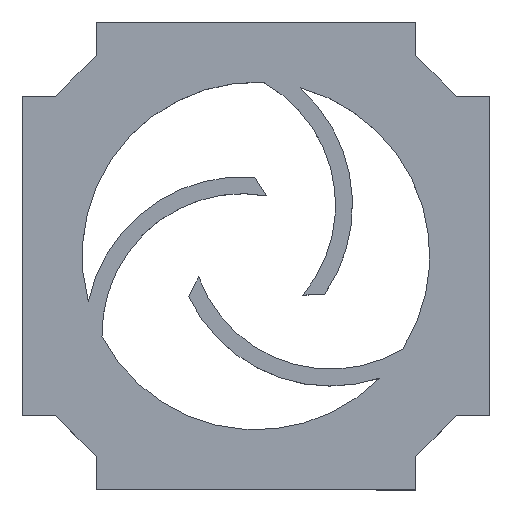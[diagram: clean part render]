
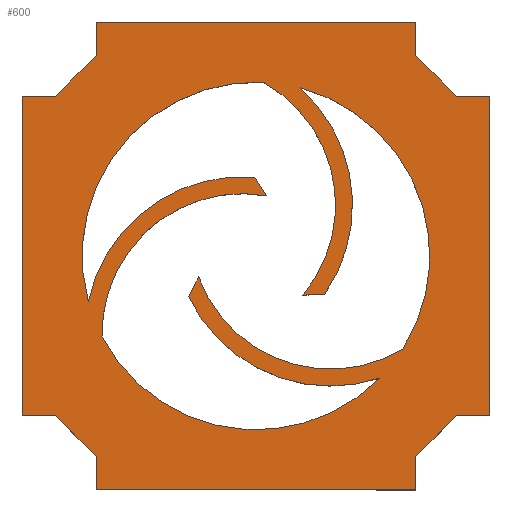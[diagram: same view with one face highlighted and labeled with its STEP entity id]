
A CAD part, top view. The second image highlights one B-rep face of the part: STEP entity #600.
In plain terms, the highlighted planar face has unit normal (0, 0, 1).
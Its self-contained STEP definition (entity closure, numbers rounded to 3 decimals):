
#14=FACE_BOUND('',#108,.T.);
#23=CIRCLE('',#636,14.937);
#25=CIRCLE('',#640,16.737);
#27=CIRCLE('',#643,14.937);
#29=CIRCLE('',#647,16.737);
#30=CIRCLE('',#649,18.5);
#33=CIRCLE('',#653,18.5);
#34=CIRCLE('',#655,18.5);
#37=CIRCLE('',#659,14.937);
#39=CIRCLE('',#663,16.737);
#77=FACE_OUTER_BOUND('',#107,.T.);
#107=EDGE_LOOP('',(#495,#496,#497,#498,#499,#500,#501,#502,#503,#504,#505,
#506,#507,#508,#509,#510));
#108=EDGE_LOOP('',(#511,#512,#513,#514,#515,#516,#517,#518,#519,#520,#521,
#522));
#113=LINE('',#842,#179);
#117=LINE('',#849,#183);
#120=LINE('',#855,#186);
#123=LINE('',#863,#189);
#126=LINE('',#869,#192);
#129=LINE('',#875,#195);
#133=LINE('',#884,#199);
#137=LINE('',#891,#203);
#140=LINE('',#897,#206);
#143=LINE('',#905,#209);
#146=LINE('',#911,#212);
#149=LINE('',#917,#215);
#155=LINE('',#933,#221);
#161=LINE('',#954,#227);
#168=LINE('',#987,#234);
#169=LINE('',#992,#235);
#171=LINE('',#995,#237);
#173=LINE('',#998,#239);
#175=LINE('',#1001,#241);
#179=VECTOR('',#676,10.);
#183=VECTOR('',#682,10.);
#186=VECTOR('',#687,10.);
#189=VECTOR('',#692,10.);
#192=VECTOR('',#697,10.);
#195=VECTOR('',#702,10.);
#199=VECTOR('',#708,10.);
#203=VECTOR('',#714,10.);
#206=VECTOR('',#719,10.);
#209=VECTOR('',#724,10.);
#212=VECTOR('',#729,10.);
#215=VECTOR('',#734,10.);
#221=VECTOR('',#748,10.);
#227=VECTOR('',#768,10.);
#234=VECTOR('',#807,10.);
#235=VECTOR('',#816,10.);
#237=VECTOR('',#820,10.);
#239=VECTOR('',#824,10.);
#241=VECTOR('',#828,10.);
#245=VERTEX_POINT('',#839);
#246=VERTEX_POINT('',#841);
#248=VERTEX_POINT('',#847);
#250=VERTEX_POINT('',#853);
#253=VERTEX_POINT('',#860);
#254=VERTEX_POINT('',#862);
#256=VERTEX_POINT('',#868);
#258=VERTEX_POINT('',#874);
#261=VERTEX_POINT('',#881);
#262=VERTEX_POINT('',#883);
#264=VERTEX_POINT('',#889);
#266=VERTEX_POINT('',#895);
#269=VERTEX_POINT('',#902);
#270=VERTEX_POINT('',#904);
#272=VERTEX_POINT('',#910);
#274=VERTEX_POINT('',#916);
#277=VERTEX_POINT('',#923);
#278=VERTEX_POINT('',#925);
#280=VERTEX_POINT('',#931);
#282=VERTEX_POINT('',#937);
#285=VERTEX_POINT('',#944);
#286=VERTEX_POINT('',#946);
#288=VERTEX_POINT('',#952);
#290=VERTEX_POINT('',#958);
#291=VERTEX_POINT('',#962);
#294=VERTEX_POINT('',#970);
#296=VERTEX_POINT('',#979);
#298=VERTEX_POINT('',#985);
#301=EDGE_CURVE('',#245,#246,#113,.T.);
#305=EDGE_CURVE('',#248,#245,#117,.T.);
#308=EDGE_CURVE('',#250,#248,#120,.T.);
#311=EDGE_CURVE('',#253,#254,#123,.T.);
#314=EDGE_CURVE('',#254,#256,#126,.T.);
#317=EDGE_CURVE('',#256,#258,#129,.T.);
#321=EDGE_CURVE('',#262,#261,#133,.T.);
#325=EDGE_CURVE('',#261,#264,#137,.T.);
#328=EDGE_CURVE('',#264,#266,#140,.T.);
#331=EDGE_CURVE('',#270,#269,#143,.T.);
#334=EDGE_CURVE('',#272,#270,#146,.T.);
#337=EDGE_CURVE('',#274,#272,#149,.T.);
#341=EDGE_CURVE('',#277,#278,#23,.T.);
#345=EDGE_CURVE('',#280,#277,#155,.T.);
#348=EDGE_CURVE('',#282,#280,#25,.T.);
#351=EDGE_CURVE('',#285,#286,#27,.T.);
#355=EDGE_CURVE('',#288,#285,#161,.T.);
#358=EDGE_CURVE('',#290,#288,#29,.T.);
#359=EDGE_CURVE('',#291,#286,#30,.T.);
#364=EDGE_CURVE('',#282,#294,#33,.T.);
#365=EDGE_CURVE('',#290,#278,#34,.T.);
#369=EDGE_CURVE('',#296,#294,#37,.T.);
#372=EDGE_CURVE('',#298,#296,#168,.T.);
#374=EDGE_CURVE('',#291,#298,#39,.T.);
#375=EDGE_CURVE('',#266,#274,#169,.T.);
#377=EDGE_CURVE('',#246,#269,#171,.T.);
#379=EDGE_CURVE('',#253,#262,#173,.T.);
#381=EDGE_CURVE('',#258,#250,#175,.T.);
#495=ORIENTED_EDGE('',*,*,#375,.T.);
#496=ORIENTED_EDGE('',*,*,#337,.T.);
#497=ORIENTED_EDGE('',*,*,#334,.T.);
#498=ORIENTED_EDGE('',*,*,#331,.T.);
#499=ORIENTED_EDGE('',*,*,#377,.F.);
#500=ORIENTED_EDGE('',*,*,#301,.F.);
#501=ORIENTED_EDGE('',*,*,#305,.F.);
#502=ORIENTED_EDGE('',*,*,#308,.F.);
#503=ORIENTED_EDGE('',*,*,#381,.F.);
#504=ORIENTED_EDGE('',*,*,#317,.F.);
#505=ORIENTED_EDGE('',*,*,#314,.F.);
#506=ORIENTED_EDGE('',*,*,#311,.F.);
#507=ORIENTED_EDGE('',*,*,#379,.T.);
#508=ORIENTED_EDGE('',*,*,#321,.T.);
#509=ORIENTED_EDGE('',*,*,#325,.T.);
#510=ORIENTED_EDGE('',*,*,#328,.T.);
#511=ORIENTED_EDGE('',*,*,#359,.T.);
#512=ORIENTED_EDGE('',*,*,#351,.F.);
#513=ORIENTED_EDGE('',*,*,#355,.F.);
#514=ORIENTED_EDGE('',*,*,#358,.F.);
#515=ORIENTED_EDGE('',*,*,#365,.T.);
#516=ORIENTED_EDGE('',*,*,#341,.F.);
#517=ORIENTED_EDGE('',*,*,#345,.F.);
#518=ORIENTED_EDGE('',*,*,#348,.F.);
#519=ORIENTED_EDGE('',*,*,#364,.T.);
#520=ORIENTED_EDGE('',*,*,#369,.F.);
#521=ORIENTED_EDGE('',*,*,#372,.F.);
#522=ORIENTED_EDGE('',*,*,#374,.F.);
#570=PLANE('',#668);
#600=ADVANCED_FACE('',(#77,#14),#570,.T.);
#636=AXIS2_PLACEMENT_3D('',#926,#741,#742);
#640=AXIS2_PLACEMENT_3D('',#939,#754,#755);
#643=AXIS2_PLACEMENT_3D('',#947,#761,#762);
#647=AXIS2_PLACEMENT_3D('',#960,#774,#775);
#649=AXIS2_PLACEMENT_3D('',#963,#778,#779);
#653=AXIS2_PLACEMENT_3D('',#972,#788,#789);
#655=AXIS2_PLACEMENT_3D('',#974,#792,#793);
#659=AXIS2_PLACEMENT_3D('',#981,#801,#802);
#663=AXIS2_PLACEMENT_3D('',#990,#812,#813);
#668=AXIS2_PLACEMENT_3D('',#1003,#830,#831);
#676=DIRECTION('',(0.,1.,0.));
#682=DIRECTION('',(0.707,0.707,0.));
#687=DIRECTION('',(1.,0.,0.));
#692=DIRECTION('',(0.,1.,0.));
#697=DIRECTION('',(-0.707,0.707,0.));
#702=DIRECTION('',(-1.,0.,0.));
#708=DIRECTION('',(0.,1.,0.));
#714=DIRECTION('',(0.707,0.707,0.));
#719=DIRECTION('',(1.,0.,0.));
#724=DIRECTION('',(0.,1.,0.));
#729=DIRECTION('',(-0.707,0.707,0.));
#734=DIRECTION('',(-1.,0.,0.));
#741=DIRECTION('center_axis',(0.,0.,1.));
#742=DIRECTION('ref_axis',(0.173,0.985,0.));
#748=DIRECTION('',(0.539,-0.842,0.));
#754=DIRECTION('center_axis',(0.,0.,-1.));
#755=DIRECTION('ref_axis',(-0.079,-0.997,0.));
#761=DIRECTION('center_axis',(0.,0.,1.));
#762=DIRECTION('ref_axis',(-0.939,-0.343,0.));
#768=DIRECTION('',(0.46,0.888,0.));
#774=DIRECTION('center_axis',(0.,0.,-1.));
#775=DIRECTION('ref_axis',(0.903,0.43,0.));
#778=DIRECTION('center_axis',(0.,0.,-1.));
#779=DIRECTION('ref_axis',(-1.,0.,0.));
#788=DIRECTION('center_axis',(0.,0.,-1.));
#789=DIRECTION('ref_axis',(-1.,0.,0.));
#792=DIRECTION('center_axis',(0.,0.,-1.));
#793=DIRECTION('ref_axis',(-1.,0.,0.));
#801=DIRECTION('center_axis',(0.,0.,1.));
#802=DIRECTION('ref_axis',(0.766,-0.642,0.));
#807=DIRECTION('',(-0.999,-0.046,0.));
#812=DIRECTION('center_axis',(0.,0.,-1.));
#813=DIRECTION('ref_axis',(-0.824,0.567,0.));
#816=DIRECTION('',(0.,1.,0.));
#820=DIRECTION('',(1.,0.,0.));
#824=DIRECTION('',(1.,0.,0.));
#828=DIRECTION('',(0.,1.,0.));
#830=DIRECTION('center_axis',(0.,0.,1.));
#831=DIRECTION('ref_axis',(1.,0.,0.));
#839=CARTESIAN_POINT('',(-37.93,42.255,15.));
#841=CARTESIAN_POINT('',(-37.93,45.83,15.));
#842=CARTESIAN_POINT('',(-37.93,42.255,15.));
#847=CARTESIAN_POINT('',(-42.255,37.93,15.));
#849=CARTESIAN_POINT('',(-42.255,37.93,15.));
#853=CARTESIAN_POINT('',(-45.83,37.93,15.));
#855=CARTESIAN_POINT('',(-46.03,37.93,15.));
#860=CARTESIAN_POINT('',(-37.93,-3.97,15.));
#862=CARTESIAN_POINT('',(-37.93,-0.395,15.));
#863=CARTESIAN_POINT('',(-37.93,-4.17,15.));
#868=CARTESIAN_POINT('',(-42.255,3.93,15.));
#869=CARTESIAN_POINT('',(-37.93,-0.395,15.));
#874=CARTESIAN_POINT('',(-45.83,3.93,15.));
#875=CARTESIAN_POINT('',(-42.255,3.93,15.));
#881=CARTESIAN_POINT('',(-3.93,-0.395,15.));
#883=CARTESIAN_POINT('',(-3.93,-3.97,15.));
#884=CARTESIAN_POINT('',(-3.93,-4.17,15.));
#889=CARTESIAN_POINT('',(0.395,3.93,15.));
#891=CARTESIAN_POINT('',(-3.93,-0.395,15.));
#895=CARTESIAN_POINT('',(3.97,3.93,15.));
#897=CARTESIAN_POINT('',(0.395,3.93,15.));
#902=CARTESIAN_POINT('',(-3.93,45.83,15.));
#904=CARTESIAN_POINT('',(-3.93,42.255,15.));
#905=CARTESIAN_POINT('',(-3.93,42.255,15.));
#910=CARTESIAN_POINT('',(0.395,37.93,15.));
#911=CARTESIAN_POINT('',(0.395,37.93,15.));
#916=CARTESIAN_POINT('',(3.97,37.93,15.));
#917=CARTESIAN_POINT('',(4.17,37.93,15.));
#923=CARTESIAN_POINT('',(-19.806,27.332,15.));
#925=CARTESIAN_POINT('',(-37.324,12.358,15.));
#926=CARTESIAN_POINT('Origin',(-22.389,12.62,15.));
#931=CARTESIAN_POINT('',(-21.069,29.305,15.));
#933=CARTESIAN_POINT('',(-21.069,29.305,15.));
#937=CARTESIAN_POINT('',(-38.773,16.043,15.));
#939=CARTESIAN_POINT('Origin',(-22.389,12.62,15.));
#944=CARTESIAN_POINT('',(-27.036,18.703,15.));
#946=CARTESIAN_POINT('',(-5.309,11.018,15.));
#947=CARTESIAN_POINT('Origin',(-13.003,23.821,15.));
#952=CARTESIAN_POINT('',(-28.114,16.622,15.));
#954=CARTESIAN_POINT('',(-28.114,16.622,15.));
#958=CARTESIAN_POINT('',(-7.776,7.921,15.));
#960=CARTESIAN_POINT('Origin',(-13.003,23.821,15.));
#962=CARTESIAN_POINT('',(-16.241,38.826,15.));
#963=CARTESIAN_POINT('Origin',(-20.93,20.93,15.));
#970=CARTESIAN_POINT('',(-20.156,39.414,15.));
#972=CARTESIAN_POINT('Origin',(-20.93,20.93,15.));
#974=CARTESIAN_POINT('Origin',(-20.93,20.93,15.));
#979=CARTESIAN_POINT('',(-15.948,16.755,15.));
#981=CARTESIAN_POINT('Origin',(-27.397,26.349,15.));
#985=CARTESIAN_POINT('',(-13.608,16.863,15.));
#987=CARTESIAN_POINT('',(-13.608,16.863,15.));
#990=CARTESIAN_POINT('Origin',(-27.397,26.349,15.));
#992=CARTESIAN_POINT('',(3.97,37.73,15.));
#995=CARTESIAN_POINT('',(-37.93,45.83,15.));
#998=CARTESIAN_POINT('',(-4.13,-3.97,15.));
#1001=CARTESIAN_POINT('',(-45.83,3.93,15.));
#1003=CARTESIAN_POINT('Origin',(-20.93,20.93,15.));
